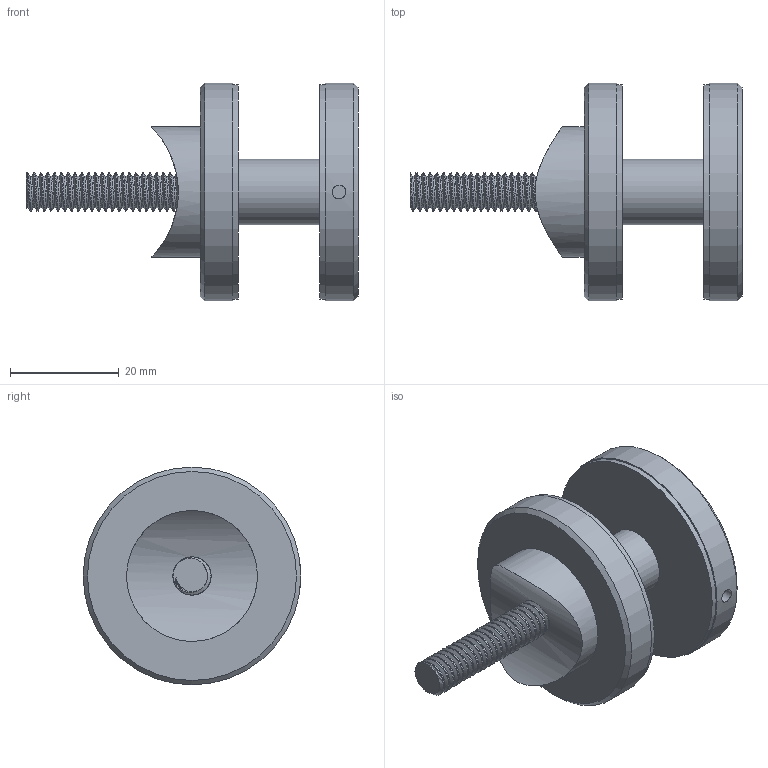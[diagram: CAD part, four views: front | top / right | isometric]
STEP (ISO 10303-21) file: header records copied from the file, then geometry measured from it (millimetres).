
FILE_DESCRIPTION(/* description */ (''),/* implementation_level */ '2;1');
FILE_NAME(/* name */ 'Glasklemmen_X114.stp',/* time_stamp */ '2017-08-09T15:27:49+02:00',/* author */ (''),/* organization */ (''),/* preprocessor_version */ 'ST-DEVELOPER v16',/* originating_system */ 'SIEMENS PLM Software NX 11.0',/* authorisation */ '');
FILE_SCHEMA (('AUTOMOTIVE_DESIGN { 1 0 10303 214 3 1 1 1 }'));
Length unit declared in the file: millimetre
Products named in the file (1): Goge0EC4D08Df65s
Bounding box: 61 x 40 x 40 mm (x, y, z)
Volume: 22073.2 mm3; surface area: 8570.7 mm2
Topology: 1 solids, 1 shells, 32 faces, 63 edges, 43 vertices
Faces by surface type: plane 16, cylinder 11, cone 3, bspline 2
Full cylindrical faces by diameter (mm): 2.5 x1, 12 x1, 24 x1, 39.5 x2, 40 x2
Entity records: 7508 total; most frequent: CARTESIAN_POINT 6861, DIRECTION 118, ORIENTED_EDGE 102, EDGE_LOOP 51, EDGE_CURVE 51, AXIS2_PLACEMENT_3D 50, VERTEX_POINT 40, FACE_BOUND 37
